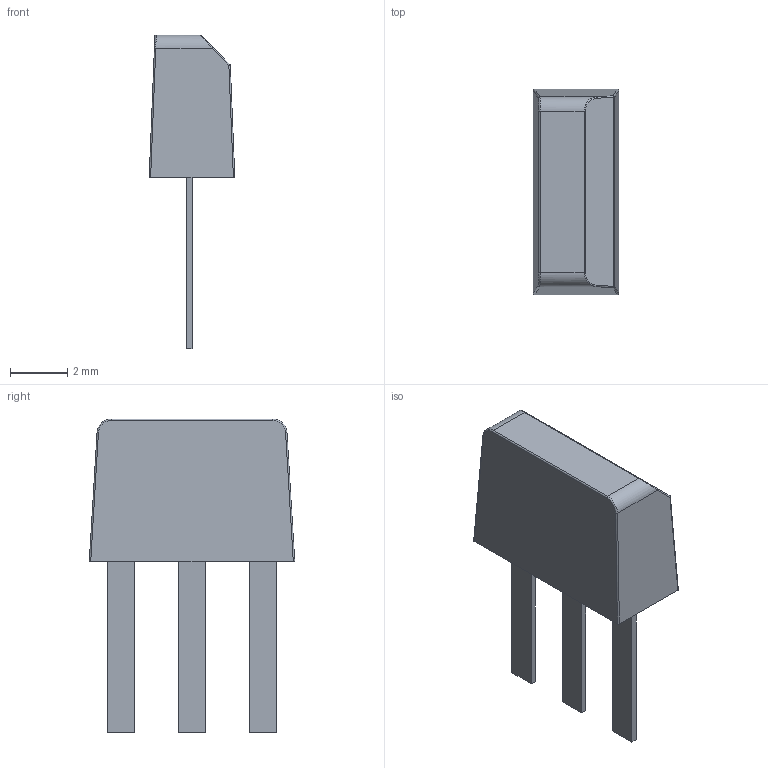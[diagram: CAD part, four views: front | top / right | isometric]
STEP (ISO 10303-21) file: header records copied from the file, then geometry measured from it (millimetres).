
FILE_DESCRIPTION (( 'STEP AP214' ), '1' );
FILE_NAME ('KT315.STEP', '2020-04-22T13:06:15', ( '' ), ( '' ), 'SwSTEP 2.0', 'SolidWorks 2017', '' );
FILE_SCHEMA (( 'AUTOMOTIVE_DESIGN' ));
Length unit declared in the file: millimetre
Products named in the file (1): KT315
Bounding box: 3 x 7.2 x 11 mm (x, y, z)
Volume: 96.5 mm3; surface area: 171.2 mm2
Topology: 1 solids, 1 shells, 39 faces, 88 edges, 54 vertices
Faces by surface type: plane 22, cylinder 11, bspline 4, sphere 2
Entity records: 1414 total; most frequent: CARTESIAN_POINT 286, ORIENTED_EDGE 176, DIRECTION 162, EDGE_CURVE 88, VECTOR 62, LINE 62, VERTEX_POINT 54, AXIS2_PLACEMENT_3D 50
